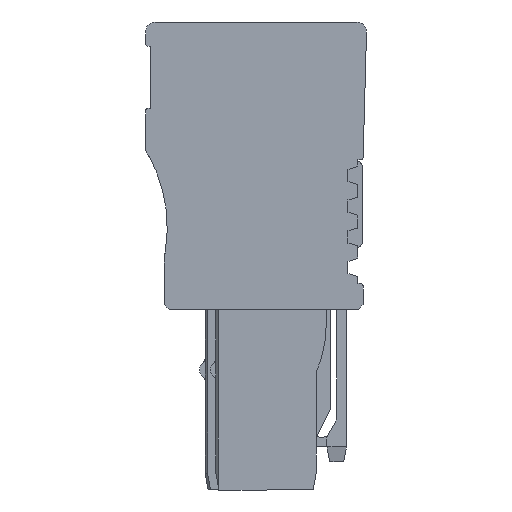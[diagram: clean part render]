
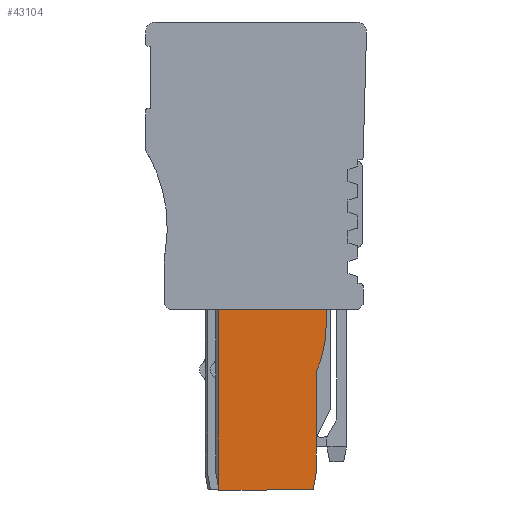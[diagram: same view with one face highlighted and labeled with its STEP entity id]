
A CAD part, left-side view. The second image highlights one B-rep face of the part: STEP entity #43104.
In plain terms, the highlighted planar face has unit normal (-1, 0, 0).
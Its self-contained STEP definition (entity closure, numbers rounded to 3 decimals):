
#40762=AXIS2_PLACEMENT_3D('Circle Axis2P3D',#40760,#40761,$) ;
#43080=AXIS2_PLACEMENT_3D('Plane Axis2P3D',#43077,#43078,#43079) ;
#39442=CARTESIAN_POINT('Vertex',(0.7,5.392,0.)) ;
#39445=CARTESIAN_POINT('Line Origine',(0.7,10.154,0.)) ;
#39449=CARTESIAN_POINT('Vertex',(0.7,14.917,0.)) ;
#40390=CARTESIAN_POINT('Line Origine',(0.7,14.967,9.267)) ;
#40394=CARTESIAN_POINT('Vertex',(0.7,14.967,18.25)) ;
#40396=CARTESIAN_POINT('Vertex',(0.7,14.967,0.284)) ;
#40442=CARTESIAN_POINT('Line Origine',(0.7,14.942,0.142)) ;
#40757=CARTESIAN_POINT('Vertex',(0.7,4.092,16.445)) ;
#40760=CARTESIAN_POINT('Axis2P3D Location',(0.7,15.092,16.492)) ;
#40764=CARTESIAN_POINT('Vertex',(0.7,5.092,11.91)) ;
#42610=CARTESIAN_POINT('Line Origine',(0.7,5.242,0.85)) ;
#42614=CARTESIAN_POINT('Vertex',(0.7,5.092,1.701)) ;
#43046=CARTESIAN_POINT('Line Origine',(0.7,5.092,6.805)) ;
#43077=CARTESIAN_POINT('Axis2P3D Location',(0.7,4.092,0.)) ;
#43082=CARTESIAN_POINT('Line Origine',(0.7,9.529,18.25)) ;
#43086=CARTESIAN_POINT('Vertex',(0.7,4.092,18.25)) ;
#43089=CARTESIAN_POINT('Line Origine',(0.7,4.092,17.348)) ;
#39446=DIRECTION('Vector Direction',(0.,-1.,0.)) ;
#40391=DIRECTION('Vector Direction',(0.,0.,-1.)) ;
#40443=DIRECTION('Vector Direction',(0.,0.174,0.985)) ;
#40761=DIRECTION('Axis2P3D Direction',(-1.,0.,0.)) ;
#42611=DIRECTION('Vector Direction',(0.,-0.174,0.985)) ;
#43047=DIRECTION('Vector Direction',(0.,0.,1.)) ;
#43078=DIRECTION('Axis2P3D Direction',(-1.,0.,0.)) ;
#43079=DIRECTION('Axis2P3D XDirection',(0.,1.,0.)) ;
#43083=DIRECTION('Vector Direction',(0.,1.,0.)) ;
#43090=DIRECTION('Vector Direction',(0.,0.,-1.)) ;
#39447=VECTOR('Line Direction',#39446,1.) ;
#40392=VECTOR('Line Direction',#40391,1.) ;
#40444=VECTOR('Line Direction',#40443,1.) ;
#42612=VECTOR('Line Direction',#42611,1.) ;
#43048=VECTOR('Line Direction',#43047,1.) ;
#43084=VECTOR('Line Direction',#43083,1.) ;
#43091=VECTOR('Line Direction',#43090,1.) ;
#43095=ORIENTED_EDGE('',*,*,#43088,.F.) ;
#43096=ORIENTED_EDGE('',*,*,#40398,.T.) ;
#43097=ORIENTED_EDGE('',*,*,#40446,.F.) ;
#43098=ORIENTED_EDGE('',*,*,#39451,.T.) ;
#43099=ORIENTED_EDGE('',*,*,#42616,.T.) ;
#43100=ORIENTED_EDGE('',*,*,#43050,.F.) ;
#43101=ORIENTED_EDGE('',*,*,#40766,.F.) ;
#43102=ORIENTED_EDGE('',*,*,#43093,.T.) ;
#43104=ADVANCED_FACE('GH_ZP4-1AN.1\\GH_ZP_M2NA_STA',(#43103),#43081,.T.) ;
#40763=CIRCLE('generated circle',#40762,11.) ;
#39451=EDGE_CURVE('',#39450,#39443,#39448,.T.) ;
#40398=EDGE_CURVE('',#40395,#40397,#40393,.T.) ;
#40446=EDGE_CURVE('',#39450,#40397,#40445,.T.) ;
#40766=EDGE_CURVE('',#40758,#40765,#40763,.F.) ;
#42616=EDGE_CURVE('',#39443,#42615,#42613,.T.) ;
#43050=EDGE_CURVE('',#40765,#42615,#43049,.F.) ;
#43088=EDGE_CURVE('',#40395,#43087,#43085,.F.) ;
#43093=EDGE_CURVE('',#40758,#43087,#43092,.F.) ;
#43094=EDGE_LOOP('',(#43095,#43096,#43097,#43098,#43099,#43100,#43101,#43102)) ;
#43103=FACE_OUTER_BOUND('',#43094,.T.) ;
#39448=LINE('Line',#39445,#39447) ;
#40393=LINE('Line',#40390,#40392) ;
#40445=LINE('Line',#40442,#40444) ;
#42613=LINE('Line',#42610,#42612) ;
#43049=LINE('Line',#43046,#43048) ;
#43085=LINE('Line',#43082,#43084) ;
#43092=LINE('Line',#43089,#43091) ;
#43081=PLANE('',#43080) ;
#39443=VERTEX_POINT('',#39442) ;
#39450=VERTEX_POINT('',#39449) ;
#40395=VERTEX_POINT('',#40394) ;
#40397=VERTEX_POINT('',#40396) ;
#40758=VERTEX_POINT('',#40757) ;
#40765=VERTEX_POINT('',#40764) ;
#42615=VERTEX_POINT('',#42614) ;
#43087=VERTEX_POINT('',#43086) ;
